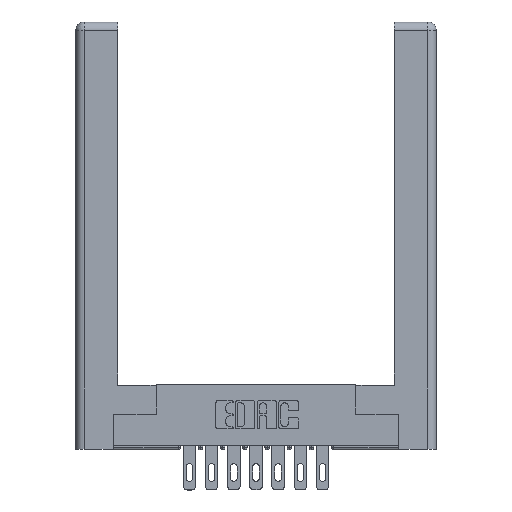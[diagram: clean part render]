
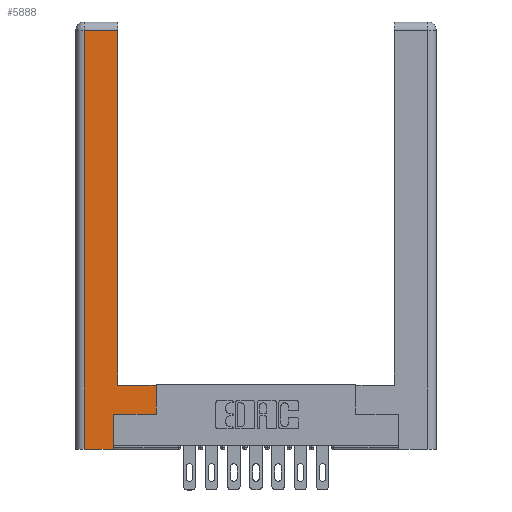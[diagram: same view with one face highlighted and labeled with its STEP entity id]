
A CAD part, top view. The second image highlights one B-rep face of the part: STEP entity #5888.
In plain terms, the highlighted planar face has unit normal (0, 0, 1).
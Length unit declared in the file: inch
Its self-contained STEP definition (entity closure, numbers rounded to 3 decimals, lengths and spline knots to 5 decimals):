
#19 = CARTESIAN_POINT ( 'NONE',  ( 0.0615, 0., 0. ) ) ;
#1088 = DIRECTION ( 'NONE',  ( 1., 0., 0. ) ) ;
#1282 = CARTESIAN_POINT ( 'NONE',  ( 0.0615, 2.94, 0. ) ) ;
#1384 = VECTOR ( 'NONE', #7777, 39.37008 ) ;
#1628 = DIRECTION ( 'NONE',  ( 0., -1., 0. ) ) ;
#2012 = EDGE_LOOP ( 'NONE', ( #11155, #4356, #3709, #12247, #5613, #5814, #8859, #12420 ) ) ;
#2144 = PLANE ( 'NONE',  #7146 ) ;
#2285 = DIRECTION ( 'NONE',  ( -1., 0., 0. ) ) ;
#2626 = EDGE_CURVE ( 'NONE', #5027, #4513, #5703, .T. ) ;
#2683 = CARTESIAN_POINT ( 'NONE',  ( 0.295, 0.45, 0. ) ) ;
#2730 = VECTOR ( 'NONE', #3584, 39.37008 ) ;
#2756 = CARTESIAN_POINT ( 'NONE',  ( 0.295, 3., 0. ) ) ;
#3527 = VECTOR ( 'NONE', #1088, 39.37008 ) ;
#3541 = LINE ( 'NONE', #1282, #10896 ) ;
#3584 = DIRECTION ( 'NONE',  ( 0., 1., 0. ) ) ;
#3694 = VECTOR ( 'NONE', #10511, 39.37008 ) ;
#3706 = CARTESIAN_POINT ( 'NONE',  ( 0.0615, 2.94, 0. ) ) ;
#3709 = ORIENTED_EDGE ( 'NONE', *, *, #10208, .T. ) ;
#3735 = DIRECTION ( 'NONE',  ( -1., 0., 0. ) ) ;
#3746 = VECTOR ( 'NONE', #6142, 39.37008 ) ;
#4356 = ORIENTED_EDGE ( 'NONE', *, *, #13900, .T. ) ;
#4513 = VERTEX_POINT ( 'NONE', #11581 ) ;
#4615 = EDGE_CURVE ( 'NONE', #12044, #4734, #4911, .T. ) ;
#4734 = VERTEX_POINT ( 'NONE', #12404 ) ;
#4911 = LINE ( 'NONE', #14133, #3746 ) ;
#5027 = VERTEX_POINT ( 'NONE', #8453 ) ;
#5613 = ORIENTED_EDGE ( 'NONE', *, *, #8514, .T. ) ;
#5703 = LINE ( 'NONE', #8246, #2730 ) ;
#5814 = ORIENTED_EDGE ( 'NONE', *, *, #6537, .T. ) ;
#5888 = ADVANCED_FACE ( 'NONE', ( #5982 ), #2144, .F. ) ;
#5906 = VECTOR ( 'NONE', #10595, 39.37008 ) ;
#5982 = FACE_OUTER_BOUND ( 'NONE', #2012, .T. ) ;
#6142 = DIRECTION ( 'NONE',  ( 1., 0., 0. ) ) ;
#6537 = EDGE_CURVE ( 'NONE', #8411, #5027, #12974, .T. ) ;
#6568 = VERTEX_POINT ( 'NONE', #13825 ) ;
#6684 = DIRECTION ( 'NONE',  ( 0., 0., -1. ) ) ;
#6775 = LINE ( 'NONE', #2756, #5906 ) ;
#6824 = LINE ( 'NONE', #2683, #3694 ) ;
#6877 = CARTESIAN_POINT ( 'NONE',  ( 0.565, 0.245, 0. ) ) ;
#7146 = AXIS2_PLACEMENT_3D ( 'NONE', #7821, #6684, #2285 ) ;
#7777 = DIRECTION ( 'NONE',  ( 0., 1., 0. ) ) ;
#7821 = CARTESIAN_POINT ( 'NONE',  ( 0., 0., 0. ) ) ;
#8246 = CARTESIAN_POINT ( 'NONE',  ( 0.565, 0.45, 0. ) ) ;
#8318 = CARTESIAN_POINT ( 'NONE',  ( 0.0615, 0., 0. ) ) ;
#8411 = VERTEX_POINT ( 'NONE', #12046 ) ;
#8453 = CARTESIAN_POINT ( 'NONE',  ( 0.565, 0.245, 0. ) ) ;
#8514 = EDGE_CURVE ( 'NONE', #4734, #8411, #10317, .T. ) ;
#8600 = CARTESIAN_POINT ( 'NONE',  ( 0.265, 0.245, 0. ) ) ;
#8859 = ORIENTED_EDGE ( 'NONE', *, *, #2626, .T. ) ;
#10208 = EDGE_CURVE ( 'NONE', #12625, #12044, #11191, .T. ) ;
#10209 = EDGE_CURVE ( 'NONE', #13181, #6568, #6775, .T. ) ;
#10317 = LINE ( 'NONE', #8600, #1384 ) ;
#10511 = DIRECTION ( 'NONE',  ( -1., 0., 0. ) ) ;
#10595 = DIRECTION ( 'NONE',  ( 0., 1., 0. ) ) ;
#10896 = VECTOR ( 'NONE', #3735, 39.37008 ) ;
#11155 = ORIENTED_EDGE ( 'NONE', *, *, #10209, .T. ) ;
#11191 = LINE ( 'NONE', #8318, #14514 ) ;
#11205 = CARTESIAN_POINT ( 'NONE',  ( 0.295, 0.45, 0. ) ) ;
#11581 = CARTESIAN_POINT ( 'NONE',  ( 0.565, 0.45, 0. ) ) ;
#12044 = VERTEX_POINT ( 'NONE', #19 ) ;
#12046 = CARTESIAN_POINT ( 'NONE',  ( 0.265, 0.245, 0. ) ) ;
#12247 = ORIENTED_EDGE ( 'NONE', *, *, #4615, .T. ) ;
#12404 = CARTESIAN_POINT ( 'NONE',  ( 0.265, 0., 0. ) ) ;
#12420 = ORIENTED_EDGE ( 'NONE', *, *, #14502, .T. ) ;
#12625 = VERTEX_POINT ( 'NONE', #3706 ) ;
#12974 = LINE ( 'NONE', #6877, #3527 ) ;
#13181 = VERTEX_POINT ( 'NONE', #11205 ) ;
#13825 = CARTESIAN_POINT ( 'NONE',  ( 0.295, 2.94, 0. ) ) ;
#13900 = EDGE_CURVE ( 'NONE', #6568, #12625, #3541, .T. ) ;
#14133 = CARTESIAN_POINT ( 'NONE',  ( 0.265, 0., 0. ) ) ;
#14502 = EDGE_CURVE ( 'NONE', #4513, #13181, #6824, .T. ) ;
#14514 = VECTOR ( 'NONE', #1628, 39.37008 ) ;
